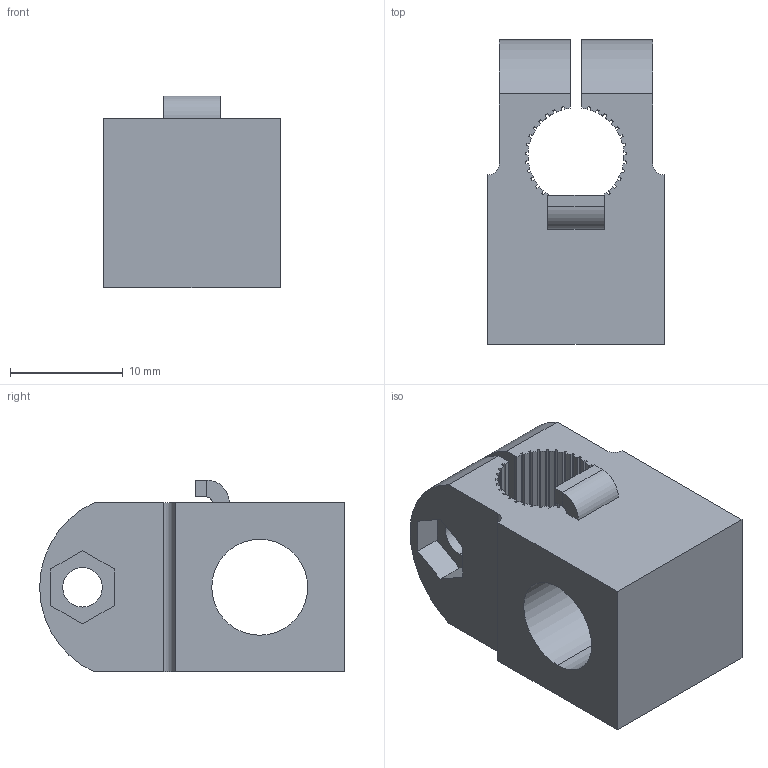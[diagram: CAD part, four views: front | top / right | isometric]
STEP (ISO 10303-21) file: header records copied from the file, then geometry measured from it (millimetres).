
FILE_DESCRIPTION (( 'STEP AP203' ), '1' );
FILE_NAME ('wifa-clamp.STEP', '2015-07-13T18:38:00', ( '' ), ( '' ), 'SwSTEP 2.0', 'SolidWorks 2015', '' );
FILE_SCHEMA (( 'CONFIG_CONTROL_DESIGN' ));
Length unit declared in the file: millimetre
Products named in the file (1): wifa-clamp
Bounding box: 15.6 x 27 x 17 mm (x, y, z)
Volume: 3673.7 mm3; surface area: 3014.1 mm2
Topology: 1 solids, 1 shells, 175 faces, 506 edges, 336 vertices
Faces by surface type: plane 93, cylinder 82
Entity records: 5881 total; most frequent: DIRECTION 1022, CARTESIAN_POINT 1018, ORIENTED_EDGE 1012, EDGE_CURVE 506, VECTOR 342, LINE 342, AXIS2_PLACEMENT_3D 340, VERTEX_POINT 336
